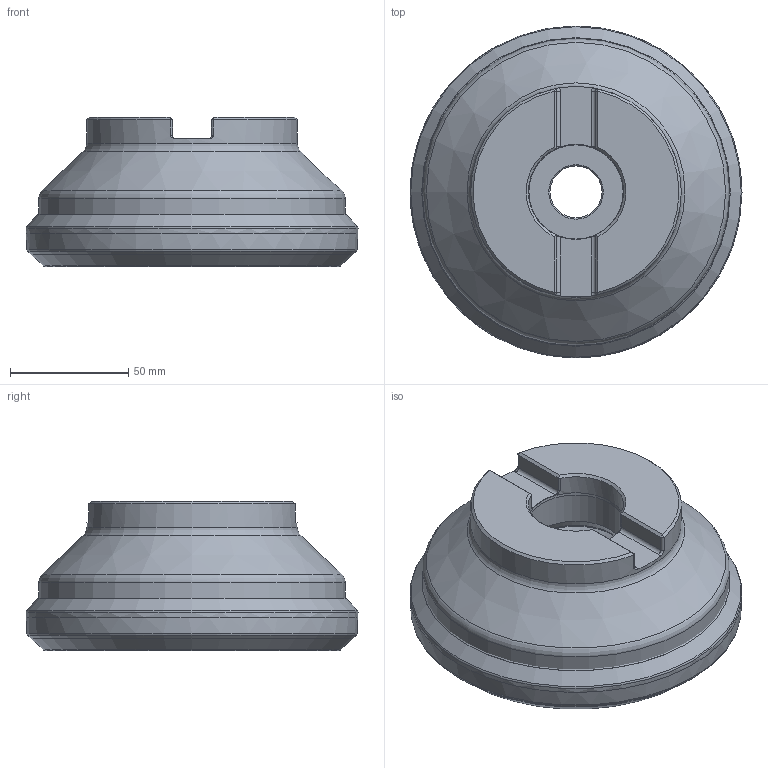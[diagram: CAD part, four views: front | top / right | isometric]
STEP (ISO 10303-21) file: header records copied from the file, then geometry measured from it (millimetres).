
FILE_DESCRIPTION(/* description */ (''),/* implementation_level */ '2;1');
FILE_NAME(/* name */ '125A05R_S45OE09Z_C_115008941ndi000_00_SIM.stp',/* time_stamp */ '2020-01-21T07:03:46+01:00',/* author */ (''),/* organization */ (''),/* preprocessor_version */ 'ST-DEVELOPER v16.7',/* originating_system */ 'SIEMENS PLM Software NX 12.0',/* authorisation */ '');
FILE_SCHEMA (('AUTOMOTIVE_DESIGN { 1 0 10303 214 3 1 1 1 }'));
Length unit declared in the file: millimetre
Products named in the file (1): hc723200B2F5g0m0
Bounding box: 140.3 x 140.3 x 63 mm (x, y, z)
Volume: 705468.6 mm3; surface area: 81367.3 mm2
Topology: 2 solids, 2 shells, 101 faces, 246 edges, 144 vertices
Faces by surface type: revolution 26, cone 21, cylinder 20, torus 19, plane 15
Full cylindrical faces by diameter (mm): 22 x1, 40.008 x1, 40.2 x1, 56.1 x1, 89 x1, 129.587 x1
Entity records: 2896 total; most frequent: CARTESIAN_POINT 855, DIRECTION 414, ORIENTED_EDGE 336, AXIS2_PLACEMENT_3D 176, EDGE_CURVE 168, EDGE_LOOP 160, VERTEX_POINT 126, FACE_BOUND 118
